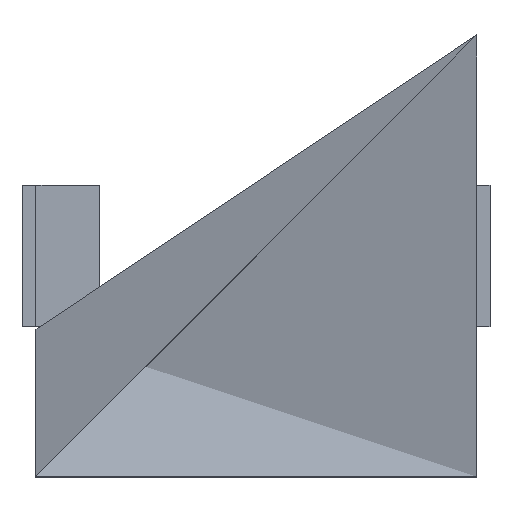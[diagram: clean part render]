
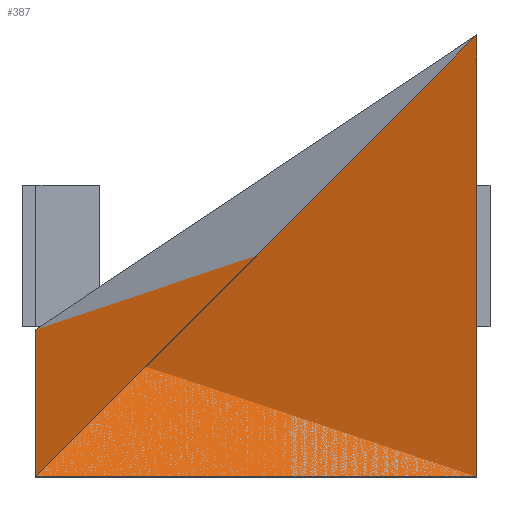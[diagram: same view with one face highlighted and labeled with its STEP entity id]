
A CAD part, top view. The second image highlights one B-rep face of the part: STEP entity #387.
In plain terms, the highlighted face is planar.
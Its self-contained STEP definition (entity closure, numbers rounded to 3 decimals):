
#300=CARTESIAN_POINT('',(-5.156,5.156,3.302));
#299=VERTEX_POINT('',#300);
#302=CARTESIAN_POINT('',(-5.156,5.156,0.305));
#301=VERTEX_POINT('',#302);
#298=EDGE_CURVE('',#299,#301,#303,.T.);
#303=LINE('',#300,#305);
#305=VECTOR('',#306,2.997);
#306=DIRECTION('',(0.0,0.0,-1.0));
#387=ADVANCED_FACE('',(#393),#388,.T.);
#388=PLANE('',#389);
#389=AXIS2_PLACEMENT_3D('',#390,#391,#392);
#390=CARTESIAN_POINT('',(-5.156,5.156,0.305));
#391=DIRECTION('',(-1.0,0.0,0.0));
#392=DIRECTION('',(0.,0.,1.));
#393=FACE_OUTER_BOUND('',#394,.T.);
#394=EDGE_LOOP('',(#395,#405,#415,#425));
#398=CARTESIAN_POINT('',(-5.156,-5.156,0.305));
#397=VERTEX_POINT('',#398);
#396=EDGE_CURVE('',#397,#301,#401,.T.);
#401=LINE('',#398,#403);
#403=VECTOR('',#404,10.312);
#404=DIRECTION('',(0.0,1.0,0.0));
#395=ORIENTED_EDGE('',*,*,#396,.F.);
#408=CARTESIAN_POINT('',(-5.156,-5.156,3.302));
#407=VERTEX_POINT('',#408);
#406=EDGE_CURVE('',#407,#397,#411,.T.);
#411=LINE('',#408,#413);
#413=VECTOR('',#414,2.997);
#414=DIRECTION('',(0.0,0.0,-1.0));
#405=ORIENTED_EDGE('',*,*,#406,.F.);
#416=EDGE_CURVE('',#299,#407,#421,.T.);
#421=LINE('',#300,#423);
#423=VECTOR('',#424,10.312);
#424=DIRECTION('',(0.0,-1.0,0.0));
#415=ORIENTED_EDGE('',*,*,#416,.F.);
#425=ORIENTED_EDGE('',*,*,#298,.T.);
